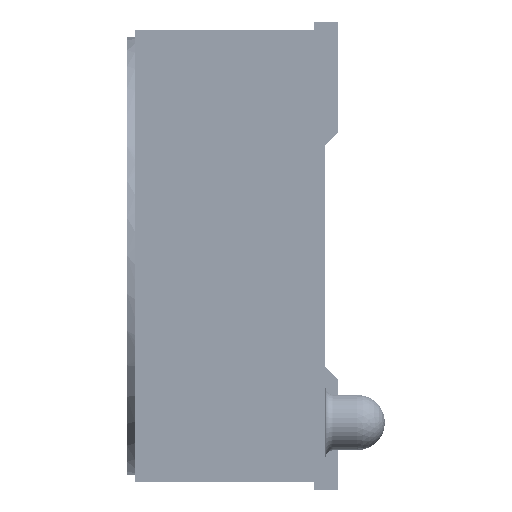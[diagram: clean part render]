
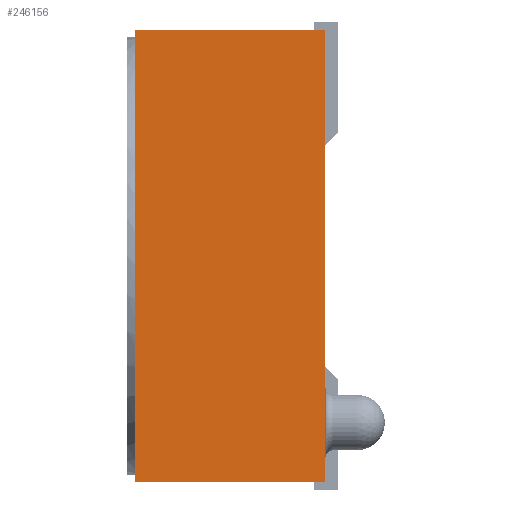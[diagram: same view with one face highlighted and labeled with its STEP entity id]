
A CAD part, left-side view. The second image highlights one B-rep face of the part: STEP entity #246156.
In plain terms, the highlighted planar face has unit normal (-1, 0, 0).
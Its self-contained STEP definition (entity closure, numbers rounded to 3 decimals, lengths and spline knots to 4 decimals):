
#4330 = VECTOR ( 'NONE', #56864, 1000. ) ;
#6605 = VERTEX_POINT ( 'NONE', #299159 ) ;
#7958 = LINE ( 'NONE', #206928, #193900 ) ;
#13481 = DIRECTION ( 'NONE',  ( 0., 0., 1. ) ) ;
#21498 = AXIS2_PLACEMENT_3D ( 'NONE', #255164, #158673, #13481 ) ;
#25120 = EDGE_CURVE ( 'NONE', #47219, #211484, #99739, .T. ) ;
#27232 = EDGE_CURVE ( 'NONE', #218406, #6605, #230798, .T. ) ;
#34104 = CARTESIAN_POINT ( 'NONE',  ( -23.1394, -1.524, -3.6195 ) ) ;
#35228 = VECTOR ( 'NONE', #208634, 1000. ) ;
#44492 = EDGE_CURVE ( 'NONE', #208710, #47219, #7958, .T. ) ;
#44507 = ORIENTED_EDGE ( 'NONE', *, *, #114585, .F. ) ;
#47219 = VERTEX_POINT ( 'NONE', #47505 ) ;
#47505 = CARTESIAN_POINT ( 'NONE',  ( -23.1394, -1.524, -2.667 ) ) ;
#56864 = DIRECTION ( 'NONE',  ( 0., 1., 0. ) ) ;
#74108 = CARTESIAN_POINT ( 'NONE',  ( -23.1394, -1.524, 3.6195 ) ) ;
#85932 = CARTESIAN_POINT ( 'NONE',  ( -23.1394, 1.524, 3.6195 ) ) ;
#99739 = LINE ( 'NONE', #159867, #35228 ) ;
#101916 = VECTOR ( 'NONE', #116724, 1000. ) ;
#110983 = ORIENTED_EDGE ( 'NONE', *, *, #27232, .T. ) ;
#114585 = EDGE_CURVE ( 'NONE', #211484, #6605, #259516, .T. ) ;
#116724 = DIRECTION ( 'NONE',  ( 0., 0., -1. ) ) ;
#126769 = ORIENTED_EDGE ( 'NONE', *, *, #284510, .T. ) ;
#130539 = VECTOR ( 'NONE', #228050, 1000. ) ;
#158673 = DIRECTION ( 'NONE',  ( -1., 0., 0. ) ) ;
#159867 = CARTESIAN_POINT ( 'NONE',  ( -23.1394, -1.524, 3.6195 ) ) ;
#173988 = ORIENTED_EDGE ( 'NONE', *, *, #25120, .F. ) ;
#193900 = VECTOR ( 'NONE', #255694, 1000. ) ;
#194597 = FACE_OUTER_BOUND ( 'NONE', #228640, .T. ) ;
#201973 = CARTESIAN_POINT ( 'NONE',  ( -23.1394, -1.524, 3.6195 ) ) ;
#205401 = LINE ( 'NONE', #201973, #4330 ) ;
#206394 = PLANE ( 'NONE',  #21498 ) ;
#206928 = CARTESIAN_POINT ( 'NONE',  ( -23.1394, -1.524, 3.6195 ) ) ;
#208634 = DIRECTION ( 'NONE',  ( 0., 0., -1. ) ) ;
#208710 = VERTEX_POINT ( 'NONE', #74108 ) ;
#211484 = VERTEX_POINT ( 'NONE', #221742 ) ;
#218406 = VERTEX_POINT ( 'NONE', #85932 ) ;
#221742 = CARTESIAN_POINT ( 'NONE',  ( -23.1394, -1.524, -3.6195 ) ) ;
#228050 = DIRECTION ( 'NONE',  ( 0., 1., 0. ) ) ;
#228640 = EDGE_LOOP ( 'NONE', ( #44507, #173988, #229497, #126769, #110983 ) ) ;
#229497 = ORIENTED_EDGE ( 'NONE', *, *, #44492, .F. ) ;
#230798 = LINE ( 'NONE', #261936, #101916 ) ;
#246156 = ADVANCED_FACE ( 'NONE', ( #194597 ), #206394, .T. ) ;
#255164 = CARTESIAN_POINT ( 'NONE',  ( -23.1394, -1.524, 3.6195 ) ) ;
#255694 = DIRECTION ( 'NONE',  ( 0., 0., -1. ) ) ;
#259516 = LINE ( 'NONE', #34104, #130539 ) ;
#261936 = CARTESIAN_POINT ( 'NONE',  ( -23.1394, 1.524, 3.6195 ) ) ;
#284510 = EDGE_CURVE ( 'NONE', #208710, #218406, #205401, .T. ) ;
#299159 = CARTESIAN_POINT ( 'NONE',  ( -23.1394, 1.524, -3.6195 ) ) ;
